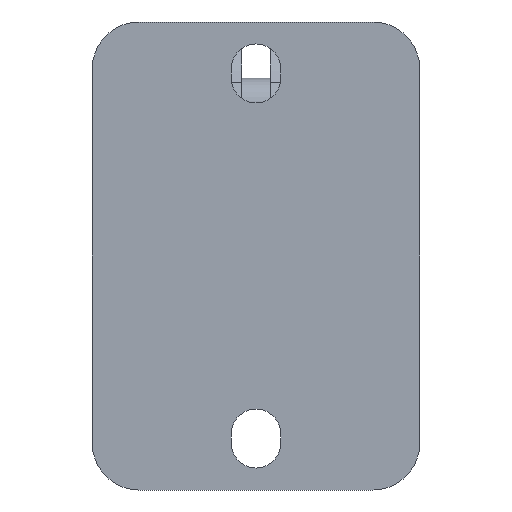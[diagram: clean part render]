
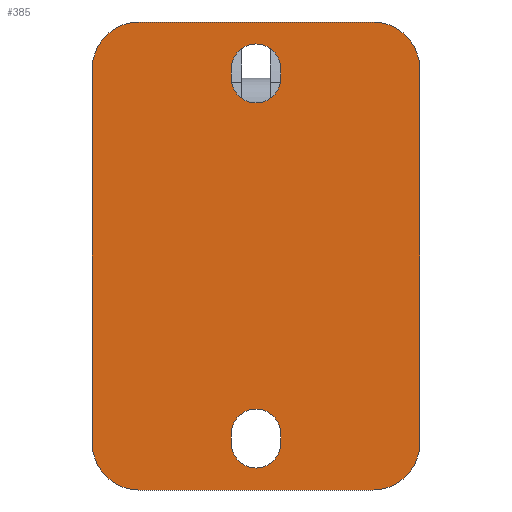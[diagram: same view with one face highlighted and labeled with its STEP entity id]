
A CAD part, front view. The second image highlights one B-rep face of the part: STEP entity #385.
In plain terms, the highlighted planar face has unit normal (0, -1, 0).
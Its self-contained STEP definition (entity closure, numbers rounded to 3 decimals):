
#385 = ADVANCED_FACE( '', ( #792, #793, #794 ), #795, .F. );
#792 = FACE_OUTER_BOUND( '', #1245, .T. );
#793 = FACE_BOUND( '', #1246, .T. );
#794 = FACE_BOUND( '', #1247, .T. );
#795 = PLANE( '', #1248 );
#1245 = EDGE_LOOP( '', ( #2142, #2143, #2144, #2145, #2146, #2147, #2148, #2149 ) );
#1246 = EDGE_LOOP( '', ( #2150, #2151, #2152, #2153 ) );
#1247 = EDGE_LOOP( '', ( #2154, #2155, #2156, #2157 ) );
#1248 = AXIS2_PLACEMENT_3D( '', #2158, #2159, #2160 );
#2142 = ORIENTED_EDGE( '', *, *, #2626, .F. );
#2143 = ORIENTED_EDGE( '', *, *, #2956, .F. );
#2144 = ORIENTED_EDGE( '', *, *, #2935, .F. );
#2145 = ORIENTED_EDGE( '', *, *, #2862, .F. );
#2146 = ORIENTED_EDGE( '', *, *, #2957, .F. );
#2147 = ORIENTED_EDGE( '', *, *, #2870, .F. );
#2148 = ORIENTED_EDGE( '', *, *, #2736, .F. );
#2149 = ORIENTED_EDGE( '', *, *, #2813, .F. );
#2150 = ORIENTED_EDGE( '', *, *, #2958, .T. );
#2151 = ORIENTED_EDGE( '', *, *, #2948, .T. );
#2152 = ORIENTED_EDGE( '', *, *, #2771, .T. );
#2153 = ORIENTED_EDGE( '', *, *, #2959, .T. );
#2154 = ORIENTED_EDGE( '', *, *, #2960, .T. );
#2155 = ORIENTED_EDGE( '', *, *, #2929, .T. );
#2156 = ORIENTED_EDGE( '', *, *, #2741, .T. );
#2157 = ORIENTED_EDGE( '', *, *, #2961, .T. );
#2158 = CARTESIAN_POINT( '', ( -12.5, 0., -20. ) );
#2159 = DIRECTION( '', ( 0., 1., 0. ) );
#2160 = DIRECTION( '', ( 0., 0., 1. ) );
#2626 = EDGE_CURVE( '', #3084, #3085, #3086, .T. );
#2736 = EDGE_CURVE( '', #3270, #3271, #3272, .T. );
#2741 = EDGE_CURVE( '', #3279, #3280, #3281, .T. );
#2771 = EDGE_CURVE( '', #3329, #3330, #3331, .T. );
#2813 = EDGE_CURVE( '', #3085, #3270, #3395, .T. );
#2862 = EDGE_CURVE( '', #3471, #3472, #3473, .T. );
#2870 = EDGE_CURVE( '', #3271, #3484, #3485, .T. );
#2929 = EDGE_CURVE( '', #3567, #3279, #3568, .T. );
#2935 = EDGE_CURVE( '', #3472, #3575, #3576, .T. );
#2948 = EDGE_CURVE( '', #3592, #3329, #3593, .T. );
#2956 = EDGE_CURVE( '', #3575, #3084, #3602, .T. );
#2957 = EDGE_CURVE( '', #3484, #3471, #3603, .T. );
#2958 = EDGE_CURVE( '', #3604, #3592, #3605, .T. );
#2959 = EDGE_CURVE( '', #3330, #3604, #3606, .T. );
#2960 = EDGE_CURVE( '', #3607, #3567, #3608, .T. );
#2961 = EDGE_CURVE( '', #3280, #3607, #3609, .T. );
#3084 = VERTEX_POINT( '', #3843 );
#3085 = VERTEX_POINT( '', #3844 );
#3086 = CIRCLE( '', #3845, 5. );
#3270 = VERTEX_POINT( '', #4128 );
#3271 = VERTEX_POINT( '', #4129 );
#3272 = CIRCLE( '', #4130, 5. );
#3279 = VERTEX_POINT( '', #4139 );
#3280 = VERTEX_POINT( '', #4140 );
#3281 = CIRCLE( '', #4141, 2.65 );
#3329 = VERTEX_POINT( '', #4207 );
#3330 = VERTEX_POINT( '', #4208 );
#3331 = LINE( '', #4209, #4210 );
#3395 = LINE( '', #4298, #4299 );
#3471 = VERTEX_POINT( '', #4406 );
#3472 = VERTEX_POINT( '', #4407 );
#3473 = LINE( '', #4408, #4409 );
#3484 = VERTEX_POINT( '', #4424 );
#3485 = LINE( '', #4425, #4426 );
#3567 = VERTEX_POINT( '', #4537 );
#3568 = LINE( '', #4538, #4539 );
#3575 = VERTEX_POINT( '', #4548 );
#3576 = CIRCLE( '', #4549, 5. );
#3592 = VERTEX_POINT( '', #4583 );
#3593 = CIRCLE( '', #4584, 2.65 );
#3602 = LINE( '', #4596, #4597 );
#3603 = CIRCLE( '', #4598, 5. );
#3604 = VERTEX_POINT( '', #4599 );
#3605 = LINE( '', #4600, #4601 );
#3606 = CIRCLE( '', #4602, 2.65 );
#3607 = VERTEX_POINT( '', #4603 );
#3608 = CIRCLE( '', #4604, 2.65 );
#3609 = LINE( '', #4605, #4606 );
#3843 = CARTESIAN_POINT( '', ( -12.5, 0., -25. ) );
#3844 = CARTESIAN_POINT( '', ( -17.5, 0., -20. ) );
#3845 = AXIS2_PLACEMENT_3D( '', #4828, #4829, #4830 );
#4128 = CARTESIAN_POINT( '', ( -17.5, 0., 20. ) );
#4129 = CARTESIAN_POINT( '', ( -12.5, 0., 25. ) );
#4130 = AXIS2_PLACEMENT_3D( '', #4966, #4967, #4968 );
#4139 = CARTESIAN_POINT( '', ( -2.65, 0., 20. ) );
#4140 = CARTESIAN_POINT( '', ( 2.65, 0., 20. ) );
#4141 = AXIS2_PLACEMENT_3D( '', #4974, #4975, #4976 );
#4207 = CARTESIAN_POINT( '', ( 2.65, 0., -19. ) );
#4208 = CARTESIAN_POINT( '', ( 2.65, 0., -20. ) );
#4209 = CARTESIAN_POINT( '', ( 2.65, 0., -19. ) );
#4210 = VECTOR( '', #5007, 1000. );
#4298 = CARTESIAN_POINT( '', ( -17.5, 0., -20. ) );
#4299 = VECTOR( '', #5056, 1000. );
#4406 = CARTESIAN_POINT( '', ( 17.5, 0., 20. ) );
#4407 = CARTESIAN_POINT( '', ( 17.5, 0., -20. ) );
#4408 = CARTESIAN_POINT( '', ( 17.5, 0., 20. ) );
#4409 = VECTOR( '', #5106, 1000. );
#4424 = CARTESIAN_POINT( '', ( 12.5, 0., 25. ) );
#4425 = CARTESIAN_POINT( '', ( -12.5, 0., 25. ) );
#4426 = VECTOR( '', #5114, 1000. );
#4537 = CARTESIAN_POINT( '', ( -2.65, 0., 19. ) );
#4538 = CARTESIAN_POINT( '', ( -2.65, 0., 19. ) );
#4539 = VECTOR( '', #5183, 1000. );
#4548 = CARTESIAN_POINT( '', ( 12.5, 0., -25. ) );
#4549 = AXIS2_PLACEMENT_3D( '', #5186, #5187, #5188 );
#4583 = CARTESIAN_POINT( '', ( -2.65, 0., -19. ) );
#4584 = AXIS2_PLACEMENT_3D( '', #5197, #5198, #5199 );
#4596 = CARTESIAN_POINT( '', ( 12.5, 0., -25. ) );
#4597 = VECTOR( '', #5206, 1000. );
#4598 = AXIS2_PLACEMENT_3D( '', #5207, #5208, #5209 );
#4599 = CARTESIAN_POINT( '', ( -2.65, 0., -20. ) );
#4600 = CARTESIAN_POINT( '', ( -2.65, 0., -20. ) );
#4601 = VECTOR( '', #5210, 1000. );
#4602 = AXIS2_PLACEMENT_3D( '', #5211, #5212, #5213 );
#4603 = CARTESIAN_POINT( '', ( 2.65, 0., 19. ) );
#4604 = AXIS2_PLACEMENT_3D( '', #5214, #5215, #5216 );
#4605 = CARTESIAN_POINT( '', ( 2.65, 0., 20. ) );
#4606 = VECTOR( '', #5217, 1000. );
#4828 = CARTESIAN_POINT( '', ( -12.5, 0., -20. ) );
#4829 = DIRECTION( '', ( 0., 1., 0. ) );
#4830 = DIRECTION( '', ( 1., 0., 0. ) );
#4966 = CARTESIAN_POINT( '', ( -12.5, 0., 20. ) );
#4967 = DIRECTION( '', ( 0., 1., 0. ) );
#4968 = DIRECTION( '', ( 1., 0., 0. ) );
#4974 = CARTESIAN_POINT( '', ( 0., 0., 20. ) );
#4975 = DIRECTION( '', ( 0., 1., 0. ) );
#4976 = DIRECTION( '', ( 1., 0., 0. ) );
#5007 = DIRECTION( '', ( 0., 0., -1. ) );
#5056 = DIRECTION( '', ( 0., 0., 1. ) );
#5106 = DIRECTION( '', ( 0., 0., -1. ) );
#5114 = DIRECTION( '', ( 1., 0., 0. ) );
#5183 = DIRECTION( '', ( 0., 0., 1. ) );
#5186 = CARTESIAN_POINT( '', ( 12.5, 0., -20. ) );
#5187 = DIRECTION( '', ( 0., 1., 0. ) );
#5188 = DIRECTION( '', ( 1., 0., 0. ) );
#5197 = CARTESIAN_POINT( '', ( 0., 0., -19. ) );
#5198 = DIRECTION( '', ( 0., 1., 0. ) );
#5199 = DIRECTION( '', ( 1., 0., 0. ) );
#5206 = DIRECTION( '', ( -1., 0., 0. ) );
#5207 = CARTESIAN_POINT( '', ( 12.5, 0., 20. ) );
#5208 = DIRECTION( '', ( 0., 1., 0. ) );
#5209 = DIRECTION( '', ( 1., 0., 0. ) );
#5210 = DIRECTION( '', ( 0., 0., 1. ) );
#5211 = CARTESIAN_POINT( '', ( 0., 0., -20. ) );
#5212 = DIRECTION( '', ( 0., 1., 0. ) );
#5213 = DIRECTION( '', ( 1., 0., 0. ) );
#5214 = CARTESIAN_POINT( '', ( 0., 0., 19. ) );
#5215 = DIRECTION( '', ( 0., 1., 0. ) );
#5216 = DIRECTION( '', ( 1., 0., 0. ) );
#5217 = DIRECTION( '', ( 0., 0., -1. ) );
